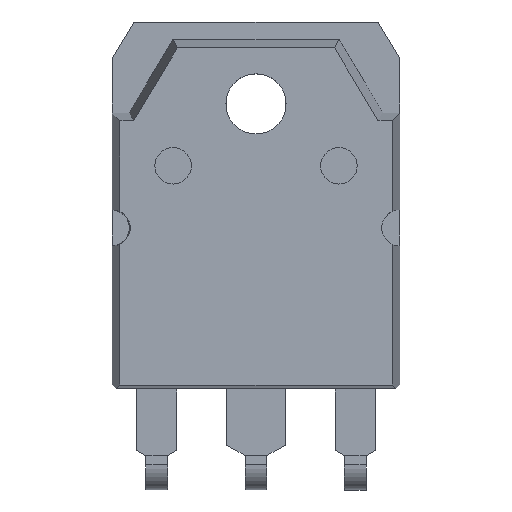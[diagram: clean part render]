
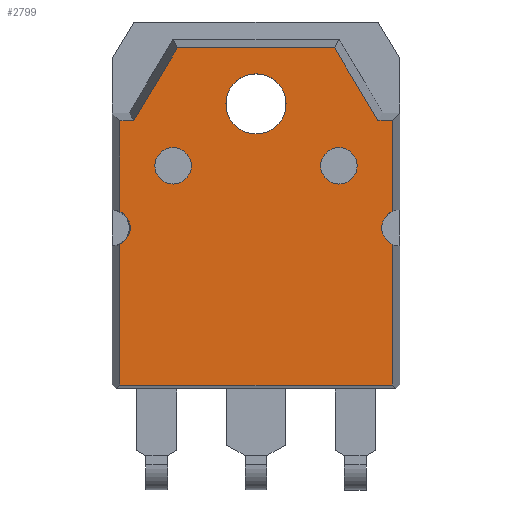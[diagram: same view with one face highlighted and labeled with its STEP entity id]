
A CAD part, top view. The second image highlights one B-rep face of the part: STEP entity #2799.
In plain terms, the highlighted planar face has unit normal (0, 0, 1).
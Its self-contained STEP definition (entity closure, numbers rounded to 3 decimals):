
#1848=CARTESIAN_POINT('',(-3.55,17.4,5.));
#1849=VERTEX_POINT('',#1848);
#1858=CARTESIAN_POINT('',(-5.55,17.4,5.));
#1859=VERTEX_POINT('',#1858);
#1860=CARTESIAN_POINT('',(-4.55,17.4,5.));
#1861=DIRECTION('',(0.0,0.0,-1.0));
#1862=DIRECTION('',(1.0,0.0,0.0));
#1863=AXIS2_PLACEMENT_3D('',#1860,#1861,#1862);
#1864=CIRCLE('',#1863,1.0);
#1865=EDGE_CURVE('',#1859,#1849,#1864,.T.);
#1890=CARTESIAN_POINT('',(5.55,17.4,5.));
#1891=VERTEX_POINT('',#1890);
#1900=CARTESIAN_POINT('',(3.55,17.4,5.));
#1901=VERTEX_POINT('',#1900);
#1902=CARTESIAN_POINT('',(4.55,17.4,5.));
#1903=DIRECTION('',(0.0,0.0,-1.0));
#1904=DIRECTION('',(1.0,0.0,0.0));
#1905=AXIS2_PLACEMENT_3D('',#1902,#1903,#1904);
#1906=CIRCLE('',#1905,1.0);
#1907=EDGE_CURVE('',#1901,#1891,#1906,.T.);
#1934=CARTESIAN_POINT('',(1.65,20.8,5.));
#1935=VERTEX_POINT('',#1934);
#1951=CARTESIAN_POINT('',(-1.65,20.8,5.));
#1952=VERTEX_POINT('',#1951);
#1959=CARTESIAN_POINT('',(0.,20.8,5.));
#1960=DIRECTION('',(0.0,0.0,-1.0));
#1961=DIRECTION('',(1.0,0.0,0.0));
#1962=AXIS2_PLACEMENT_3D('',#1959,#1960,#1961);
#1963=CIRCLE('',#1962,1.65);
#1964=EDGE_CURVE('',#1935,#1952,#1963,.T.);
#1975=CARTESIAN_POINT('',(0.,20.8,5.));
#1976=DIRECTION('',(0.0,0.0,-1.0));
#1977=DIRECTION('',(1.0,0.0,0.0));
#1978=AXIS2_PLACEMENT_3D('',#1975,#1976,#1977);
#1979=CIRCLE('',#1978,1.65);
#1980=EDGE_CURVE('',#1952,#1935,#1979,.T.);
#2204=CARTESIAN_POINT('',(-7.473,5.374,5.));
#2205=VERTEX_POINT('',#2204);
#2212=CARTESIAN_POINT('',(-7.473,13.096,5.));
#2213=VERTEX_POINT('',#2212);
#2214=CARTESIAN_POINT('',(-7.473,13.096,5.));
#2215=DIRECTION('',(0.0,-1.0,0.0));
#2216=VECTOR('',#2215,7.722);
#2217=LINE('',#2214,#2216);
#2218=EDGE_CURVE('',#2205,#2213,#2217,.F.);
#2238=CARTESIAN_POINT('',(7.473,5.374,5.));
#2239=VERTEX_POINT('',#2238);
#2246=CARTESIAN_POINT('',(-7.473,5.374,5.));
#2247=DIRECTION('',(1.0,0.0,0.0));
#2248=VECTOR('',#2247,14.947);
#2249=LINE('',#2246,#2248);
#2250=EDGE_CURVE('',#2239,#2205,#2249,.F.);
#2269=CARTESIAN_POINT('',(7.473,13.096,5.));
#2270=VERTEX_POINT('',#2269);
#2278=CARTESIAN_POINT('',(7.473,5.374,5.));
#2279=DIRECTION('',(0.0,1.0,0.0));
#2280=VECTOR('',#2279,7.722);
#2281=LINE('',#2278,#2280);
#2282=EDGE_CURVE('',#2270,#2239,#2281,.F.);
#2303=CARTESIAN_POINT('',(7.473,14.904,5.));
#2304=VERTEX_POINT('',#2303);
#2312=CARTESIAN_POINT('',(7.9,14.,5.));
#2313=DIRECTION('',(0.0,0.0,-1.0));
#2314=DIRECTION('',(-1.0,0.0,0.0));
#2315=AXIS2_PLACEMENT_3D('',#2312,#2313,#2314);
#2316=CIRCLE('',#2315,1.0);
#2317=EDGE_CURVE('',#2270,#2304,#2316,.T.);
#2365=CARTESIAN_POINT('',(-7.473,14.904,5.));
#2366=VERTEX_POINT('',#2365);
#2374=CARTESIAN_POINT('',(-7.473,19.873,5.));
#2375=VERTEX_POINT('',#2374);
#2376=CARTESIAN_POINT('',(-7.473,19.873,5.));
#2377=DIRECTION('',(0.0,-1.0,0.0));
#2378=VECTOR('',#2377,4.969);
#2379=LINE('',#2376,#2378);
#2380=EDGE_CURVE('',#2366,#2375,#2379,.F.);
#2406=CARTESIAN_POINT('',(-6.708,19.873,5.));
#2407=VERTEX_POINT('',#2406);
#2408=CARTESIAN_POINT('',(-6.708,19.873,5.));
#2409=DIRECTION('',(-1.0,0.0,0.0));
#2410=VECTOR('',#2409,0.765);
#2411=LINE('',#2408,#2410);
#2412=EDGE_CURVE('',#2375,#2407,#2411,.F.);
#2428=CARTESIAN_POINT('',(-4.308,23.873,5.));
#2429=VERTEX_POINT('',#2428);
#2430=CARTESIAN_POINT('',(-4.308,23.873,5.));
#2431=DIRECTION('',(-0.514,-0.857,0.));
#2432=VECTOR('',#2431,4.665);
#2433=LINE('',#2430,#2432);
#2434=EDGE_CURVE('',#2407,#2429,#2433,.F.);
#2467=CARTESIAN_POINT('',(4.308,23.873,5.));
#2468=VERTEX_POINT('',#2467);
#2469=CARTESIAN_POINT('',(4.308,23.873,5.));
#2470=DIRECTION('',(-1.0,0.0,0.0));
#2471=VECTOR('',#2470,8.617);
#2472=LINE('',#2469,#2471);
#2473=EDGE_CURVE('',#2429,#2468,#2472,.F.);
#2498=CARTESIAN_POINT('',(6.692,19.9,5.));
#2499=VERTEX_POINT('',#2498);
#2500=CARTESIAN_POINT('',(6.692,19.9,5.));
#2501=DIRECTION('',(-0.514,0.857,0.));
#2502=VECTOR('',#2501,4.634);
#2503=LINE('',#2500,#2502);
#2504=EDGE_CURVE('',#2468,#2499,#2503,.F.);
#2537=CARTESIAN_POINT('',(7.473,19.9,5.));
#2538=VERTEX_POINT('',#2537);
#2539=CARTESIAN_POINT('',(6.692,19.9,5.));
#2540=DIRECTION('',(1.0,0.0,0.0));
#2541=VECTOR('',#2540,0.781);
#2542=LINE('',#2539,#2541);
#2543=EDGE_CURVE('',#2499,#2538,#2542,.T.);
#2577=CARTESIAN_POINT('',(7.473,14.904,5.));
#2578=DIRECTION('',(0.0,1.0,0.0));
#2579=VECTOR('',#2578,4.996);
#2580=LINE('',#2577,#2579);
#2581=EDGE_CURVE('',#2538,#2304,#2580,.F.);
#2649=CARTESIAN_POINT('',(4.55,17.4,5.));
#2650=DIRECTION('',(0.0,0.0,-1.0));
#2651=DIRECTION('',(1.0,0.0,0.0));
#2652=AXIS2_PLACEMENT_3D('',#2649,#2650,#2651);
#2653=CIRCLE('',#2652,1.0);
#2654=EDGE_CURVE('',#1891,#1901,#2653,.T.);
#2683=CARTESIAN_POINT('',(-4.55,17.4,5.));
#2684=DIRECTION('',(0.0,0.0,-1.0));
#2685=DIRECTION('',(1.0,0.0,0.0));
#2686=AXIS2_PLACEMENT_3D('',#2683,#2684,#2685);
#2687=CIRCLE('',#2686,1.0);
#2688=EDGE_CURVE('',#1849,#1859,#2687,.T.);
#2740=CARTESIAN_POINT('',(-7.9,14.,5.));
#2741=DIRECTION('',(0.0,0.0,-1.0));
#2742=DIRECTION('',(1.0,0.0,0.0));
#2743=AXIS2_PLACEMENT_3D('',#2740,#2741,#2742);
#2744=CIRCLE('',#2743,1.0);
#2745=EDGE_CURVE('',#2366,#2213,#2744,.T.);
#2768=CARTESIAN_POINT('',(0.,13.99,5.));
#2769=DIRECTION('',(0.0,0.0,1.0));
#2770=DIRECTION('',(1.0,0.0,0.0));
#2771=AXIS2_PLACEMENT_3D('',#2768,#2769,#2770);
#2772=PLANE('',#2771);
#2773=ORIENTED_EDGE('',*,*,#2250,.F.);
#2774=ORIENTED_EDGE('',*,*,#2282,.F.);
#2775=ORIENTED_EDGE('',*,*,#2317,.T.);
#2776=ORIENTED_EDGE('',*,*,#2581,.F.);
#2777=ORIENTED_EDGE('',*,*,#2543,.F.);
#2778=ORIENTED_EDGE('',*,*,#2504,.F.);
#2779=ORIENTED_EDGE('',*,*,#2473,.F.);
#2780=ORIENTED_EDGE('',*,*,#2434,.F.);
#2781=ORIENTED_EDGE('',*,*,#2412,.F.);
#2782=ORIENTED_EDGE('',*,*,#2380,.F.);
#2783=ORIENTED_EDGE('',*,*,#2745,.T.);
#2784=ORIENTED_EDGE('',*,*,#2218,.F.);
#2785=EDGE_LOOP('',(#2773,#2774,#2775,#2776,#2777,#2778,#2779,#2780,#2781,#2782,#2783,#2784));
#2786=FACE_OUTER_BOUND('',#2785,.T.);
#2787=ORIENTED_EDGE('',*,*,#1980,.T.);
#2788=ORIENTED_EDGE('',*,*,#1964,.T.);
#2789=EDGE_LOOP('',(#2787,#2788));
#2790=FACE_BOUND('',#2789,.T.);
#2791=ORIENTED_EDGE('',*,*,#2654,.T.);
#2792=ORIENTED_EDGE('',*,*,#1907,.T.);
#2793=EDGE_LOOP('',(#2791,#2792));
#2794=FACE_BOUND('',#2793,.T.);
#2795=ORIENTED_EDGE('',*,*,#2688,.T.);
#2796=ORIENTED_EDGE('',*,*,#1865,.T.);
#2797=EDGE_LOOP('',(#2795,#2796));
#2798=FACE_BOUND('',#2797,.T.);
#2799=ADVANCED_FACE('',(#2786,#2790,#2794,#2798),#2772,.T.);
